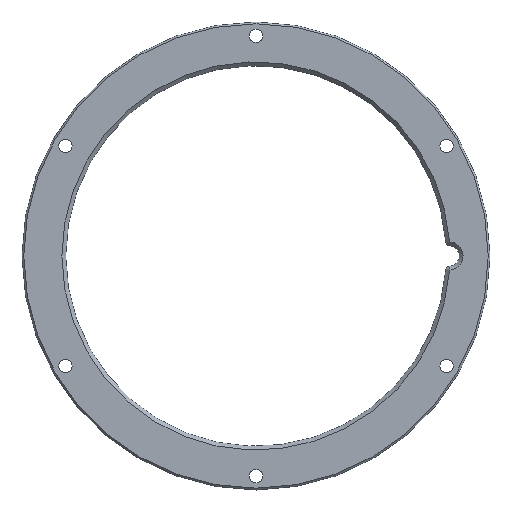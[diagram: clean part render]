
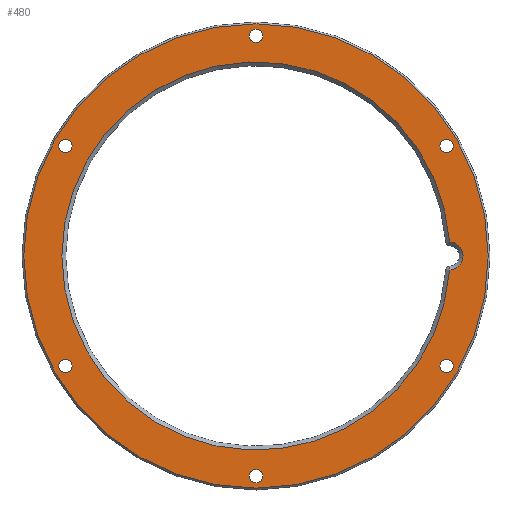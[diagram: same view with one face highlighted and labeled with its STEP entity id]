
A CAD part, top view. The second image highlights one B-rep face of the part: STEP entity #480.
In plain terms, the highlighted planar face has unit normal (0, 0, 1).
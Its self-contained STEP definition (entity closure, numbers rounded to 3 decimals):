
#57=PLANE('',#543);
#74=FACE_BOUND('',#155,.T.);
#75=FACE_BOUND('',#156,.T.);
#76=FACE_BOUND('',#157,.T.);
#77=FACE_BOUND('',#158,.T.);
#78=FACE_BOUND('',#159,.T.);
#79=FACE_BOUND('',#160,.T.);
#80=FACE_BOUND('',#161,.T.);
#109=FACE_OUTER_BOUND('',#154,.T.);
#154=EDGE_LOOP('',(#389));
#155=EDGE_LOOP('',(#390,#391,#392,#393));
#156=EDGE_LOOP('',(#394));
#157=EDGE_LOOP('',(#395));
#158=EDGE_LOOP('',(#396));
#159=EDGE_LOOP('',(#397));
#160=EDGE_LOOP('',(#398));
#161=EDGE_LOOP('',(#399));
#223=CIRCLE('',#542,192.5);
#224=CIRCLE('',#544,160.95);
#225=CIRCLE('',#545,0.3);
#226=CIRCLE('',#546,11.7);
#227=CIRCLE('',#547,0.3);
#228=CIRCLE('',#548,5.5);
#229=CIRCLE('',#549,5.5);
#230=CIRCLE('',#550,5.5);
#231=CIRCLE('',#551,5.5);
#232=CIRCLE('',#552,5.5);
#233=CIRCLE('',#553,5.5);
#268=VERTEX_POINT('',#821);
#269=VERTEX_POINT('',#824);
#270=VERTEX_POINT('',#825);
#271=VERTEX_POINT('',#827);
#272=VERTEX_POINT('',#829);
#273=VERTEX_POINT('',#832);
#274=VERTEX_POINT('',#834);
#275=VERTEX_POINT('',#836);
#276=VERTEX_POINT('',#838);
#277=VERTEX_POINT('',#840);
#278=VERTEX_POINT('',#842);
#318=EDGE_CURVE('',#268,#268,#223,.T.);
#319=EDGE_CURVE('',#269,#270,#224,.T.);
#320=EDGE_CURVE('',#271,#269,#225,.T.);
#321=EDGE_CURVE('',#272,#271,#226,.T.);
#322=EDGE_CURVE('',#270,#272,#227,.T.);
#323=EDGE_CURVE('',#273,#273,#228,.T.);
#324=EDGE_CURVE('',#274,#274,#229,.T.);
#325=EDGE_CURVE('',#275,#275,#230,.T.);
#326=EDGE_CURVE('',#276,#276,#231,.T.);
#327=EDGE_CURVE('',#277,#277,#232,.T.);
#328=EDGE_CURVE('',#278,#278,#233,.T.);
#389=ORIENTED_EDGE('',*,*,#318,.F.);
#390=ORIENTED_EDGE('',*,*,#319,.F.);
#391=ORIENTED_EDGE('',*,*,#320,.F.);
#392=ORIENTED_EDGE('',*,*,#321,.F.);
#393=ORIENTED_EDGE('',*,*,#322,.F.);
#394=ORIENTED_EDGE('',*,*,#323,.T.);
#395=ORIENTED_EDGE('',*,*,#324,.T.);
#396=ORIENTED_EDGE('',*,*,#325,.T.);
#397=ORIENTED_EDGE('',*,*,#326,.T.);
#398=ORIENTED_EDGE('',*,*,#327,.T.);
#399=ORIENTED_EDGE('',*,*,#328,.T.);
#480=ADVANCED_FACE('',(#109,#74,#75,#76,#77,#78,#79,#80),#57,.T.);
#542=AXIS2_PLACEMENT_3D('',#822,#659,#660);
#543=AXIS2_PLACEMENT_3D('',#823,#661,#662);
#544=AXIS2_PLACEMENT_3D('',#826,#663,#664);
#545=AXIS2_PLACEMENT_3D('',#828,#665,#666);
#546=AXIS2_PLACEMENT_3D('',#830,#667,#668);
#547=AXIS2_PLACEMENT_3D('',#831,#669,#670);
#548=AXIS2_PLACEMENT_3D('',#833,#671,#672);
#549=AXIS2_PLACEMENT_3D('',#835,#673,#674);
#550=AXIS2_PLACEMENT_3D('',#837,#675,#676);
#551=AXIS2_PLACEMENT_3D('',#839,#677,#678);
#552=AXIS2_PLACEMENT_3D('',#841,#679,#680);
#553=AXIS2_PLACEMENT_3D('',#843,#681,#682);
#659=DIRECTION('center_axis',(0.,0.,-1.));
#660=DIRECTION('ref_axis',(-1.,0.,0.));
#661=DIRECTION('center_axis',(0.,0.,1.));
#662=DIRECTION('ref_axis',(1.,0.,0.));
#663=DIRECTION('center_axis',(0.,0.,1.));
#664=DIRECTION('ref_axis',(-1.,0.,0.));
#665=DIRECTION('center_axis',(0.,0.,-1.));
#666=DIRECTION('ref_axis',(-0.997,-0.074,0.));
#667=DIRECTION('center_axis',(0.,0.,1.));
#668=DIRECTION('ref_axis',(1.,0.,0.));
#669=DIRECTION('center_axis',(0.,0.,-1.));
#670=DIRECTION('ref_axis',(-0.997,0.074,0.));
#671=DIRECTION('center_axis',(0.,0.,-1.));
#672=DIRECTION('ref_axis',(-0.5,0.866,0.));
#673=DIRECTION('center_axis',(0.,0.,-1.));
#674=DIRECTION('ref_axis',(0.5,0.866,0.));
#675=DIRECTION('center_axis',(0.,0.,-1.));
#676=DIRECTION('ref_axis',(1.,0.,0.));
#677=DIRECTION('center_axis',(0.,0.,-1.));
#678=DIRECTION('ref_axis',(0.5,-0.866,0.));
#679=DIRECTION('center_axis',(0.,0.,-1.));
#680=DIRECTION('ref_axis',(-0.5,-0.866,0.));
#681=DIRECTION('center_axis',(0.,0.,-1.));
#682=DIRECTION('ref_axis',(-1.,0.,0.));
#821=CARTESIAN_POINT('',(192.5,0.,15.));
#822=CARTESIAN_POINT('Origin',(0.,0.,15.));
#823=CARTESIAN_POINT('Origin',(0.,0.,
15.));
#824=CARTESIAN_POINT('',(160.506,11.951,15.));
#825=CARTESIAN_POINT('',(160.506,-11.951,15.));
#826=CARTESIAN_POINT('Origin',(0.,0.,15.));
#827=CARTESIAN_POINT('',(160.785,11.674,15.));
#828=CARTESIAN_POINT('Origin',(160.805,11.973,15.));
#829=CARTESIAN_POINT('',(160.785,-11.674,15.));
#830=CARTESIAN_POINT('Origin',(160.,0.,15.));
#831=CARTESIAN_POINT('Origin',(160.805,-11.973,15.));
#832=CARTESIAN_POINT('',(2.75,-187.263,15.));
#833=CARTESIAN_POINT('Origin',(0.,-182.5,15.));
#834=CARTESIAN_POINT('',(-160.8,-96.013,15.));
#835=CARTESIAN_POINT('Origin',(-158.05,-91.25,15.));
#836=CARTESIAN_POINT('',(-163.55,91.25,15.));
#837=CARTESIAN_POINT('Origin',(-158.05,91.25,15.));
#838=CARTESIAN_POINT('',(-2.75,187.263,15.));
#839=CARTESIAN_POINT('Origin',(0.,182.5,15.));
#840=CARTESIAN_POINT('',(160.8,96.013,15.));
#841=CARTESIAN_POINT('Origin',(158.05,91.25,15.));
#842=CARTESIAN_POINT('',(163.55,-91.25,15.));
#843=CARTESIAN_POINT('Origin',(158.05,-91.25,15.));
